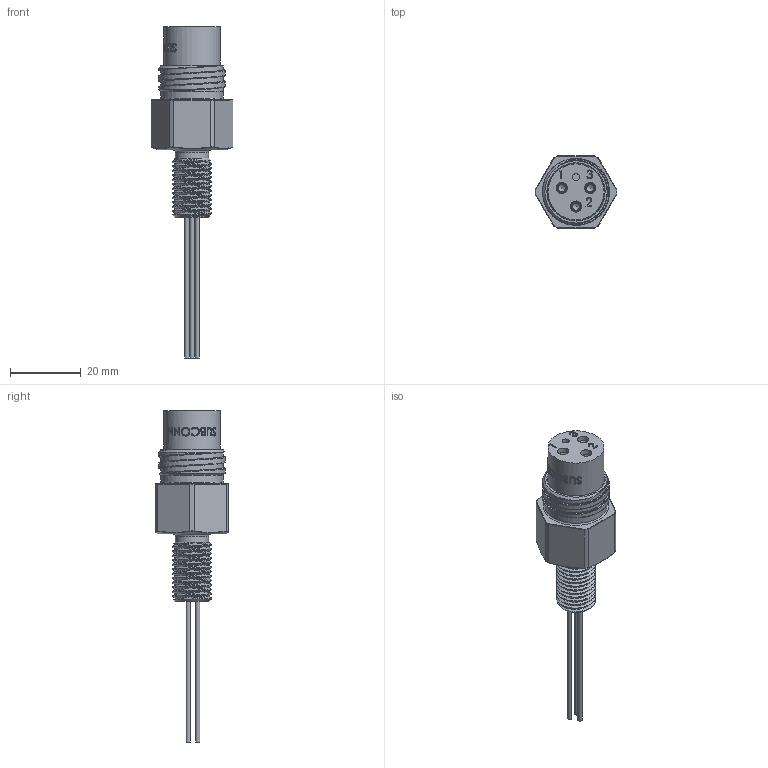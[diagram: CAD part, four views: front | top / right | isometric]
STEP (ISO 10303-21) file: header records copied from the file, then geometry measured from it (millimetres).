
FILE_DESCRIPTION(/* description */ (''),/* implementation_level */ '2;1');
FILE_NAME(/* name */ 'MCBH3F-G2-WB.stp',/* time_stamp */ '2014-12-19T09:18:30+01:00',/* author */ ('sh'),/* organization */ (''),/* preprocessor_version */ 'ST-DEVELOPER v15.2',/* originating_system */ 'Autodesk Inventor 2014',/* authorisation */ '');
FILE_SCHEMA (('AUTOMOTIVE_DESIGN { 1 0 10303 214 3 1 1 }'));
Length unit declared in the file: inch
Products named in the file (1): MCBH3F-G2-WB
Bounding box: 23.11 x 20.62 x 94.06 mm (x, y, z)
Volume: 8162.6 mm3; surface area: 9541.8 mm2
Topology: 9 solids, 9 shells, 432 faces, 1157 edges, 781 vertices
Faces by surface type: plane 148, bspline 92, cylinder 87, torus 72, cone 33
Full cylindrical faces by diameter (mm): 0.813 x3, 1.219 x9, 1.27 x3, 1.372 x3, 1.448 x3, 1.981 x1, 2.052 x3, 2.057 x6, 2.723 x3, 2.812 x3, 3.175 x9, 3.2 x3, 6.731 x1, 9.449 x1, 12.725 x1, 13.462 x1, 14.351 x1, 15.875 x2, 15.926 x2, 16.256 x1, 17.247 x1, 17.628 x1, 18.415 x1
Entity records: 29652 total; most frequent: CARTESIAN_POINT 20107, ORIENTED_EDGE 1960, DIRECTION 1757, EDGE_CURVE 980, VERTEX_POINT 737, AXIS2_PLACEMENT_3D 719, EDGE_LOOP 607, FACE_OUTER_BOUND 430
